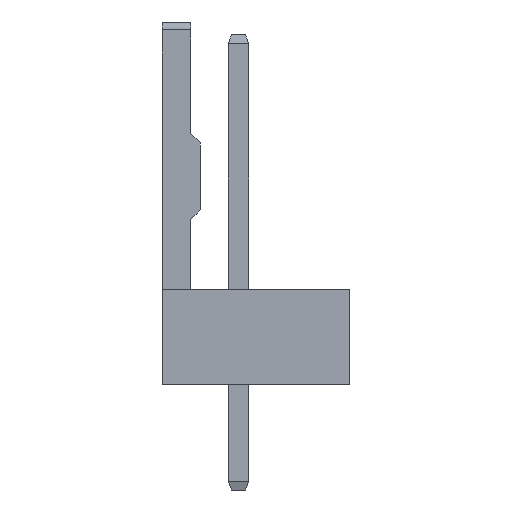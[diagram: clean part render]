
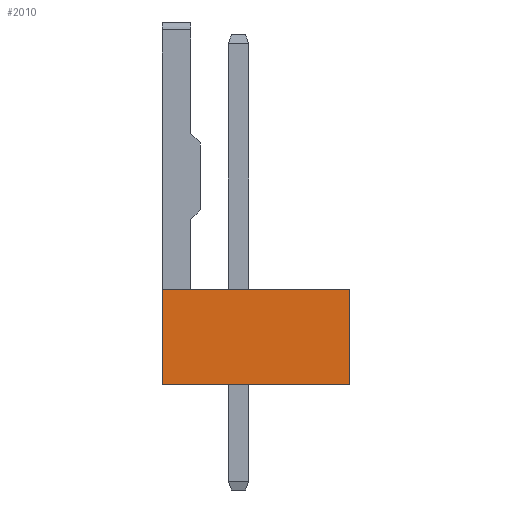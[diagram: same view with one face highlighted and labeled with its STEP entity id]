
A CAD part, left-side view. The second image highlights one B-rep face of the part: STEP entity #2010.
In plain terms, the highlighted planar face has unit normal (-1, 0, 0).
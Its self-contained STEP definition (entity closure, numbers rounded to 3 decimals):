
#133=FACE_OUTER_BOUND('',#243,.T.);
#243=EDGE_LOOP('',(#1504,#1505,#1506,#1507));
#412=LINE('',#3063,#666);
#418=LINE('',#3077,#672);
#424=LINE('',#3087,#678);
#437=LINE('',#3114,#691);
#666=VECTOR('',#2527,1000.);
#672=VECTOR('',#2539,1000.);
#678=VECTOR('',#2547,1000.);
#691=VECTOR('',#2572,1000.);
#884=VERTEX_POINT('',#3060);
#885=VERTEX_POINT('',#3062);
#889=VERTEX_POINT('',#3074);
#890=VERTEX_POINT('',#3076);
#1087=EDGE_CURVE('',#884,#885,#412,.T.);
#1094=EDGE_CURVE('',#890,#889,#418,.T.);
#1100=EDGE_CURVE('',#889,#885,#424,.T.);
#1113=EDGE_CURVE('',#884,#890,#437,.T.);
#1504=ORIENTED_EDGE('',*,*,#1100,.T.);
#1505=ORIENTED_EDGE('',*,*,#1087,.F.);
#1506=ORIENTED_EDGE('',*,*,#1113,.T.);
#1507=ORIENTED_EDGE('',*,*,#1094,.T.);
#1795=PLANE('',#2247);
#2010=ADVANCED_FACE('',(#133),#1795,.T.);
#2247=AXIS2_PLACEMENT_3D('',#3115,#2573,#2574);
#2527=DIRECTION('',(0.,0.,1.));
#2539=DIRECTION('',(0.,0.,1.));
#2547=DIRECTION('',(0.,1.,0.));
#2572=DIRECTION('',(0.,-1.,0.));
#2573=DIRECTION('center_axis',(-1.,0.,0.));
#2574=DIRECTION('ref_axis',(0.,0.,1.));
#3060=CARTESIAN_POINT('',(-1.27,2.4,0.));
#3062=CARTESIAN_POINT('',(-1.27,2.4,3.));
#3063=CARTESIAN_POINT('',(-1.27,2.4,0.));
#3074=CARTESIAN_POINT('',(-1.27,-3.5,3.));
#3076=CARTESIAN_POINT('',(-1.27,-3.5,0.));
#3077=CARTESIAN_POINT('',(-1.27,-3.5,0.));
#3087=CARTESIAN_POINT('',(-1.27,2.4,3.));
#3114=CARTESIAN_POINT('',(-1.27,2.4,0.));
#3115=CARTESIAN_POINT('Origin',(-1.27,2.4,0.));
